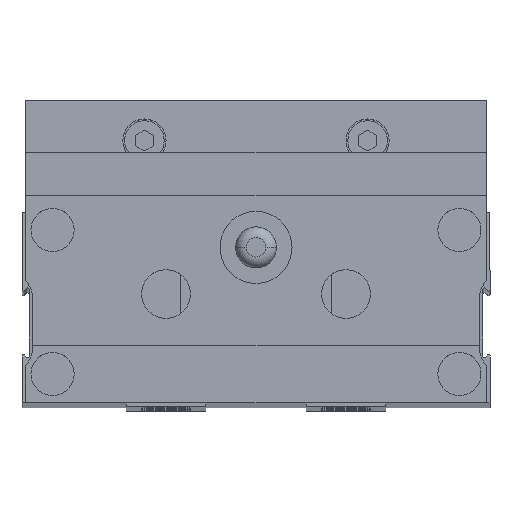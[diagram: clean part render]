
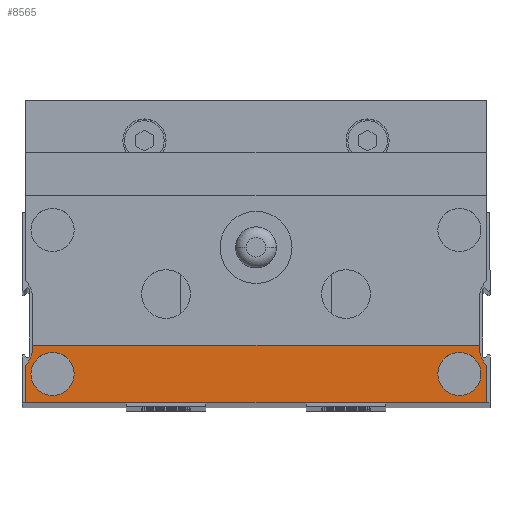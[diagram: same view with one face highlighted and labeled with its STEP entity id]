
A CAD part, top view. The second image highlights one B-rep face of the part: STEP entity #8565.
In plain terms, the highlighted planar face has unit normal (0, 0, 1).
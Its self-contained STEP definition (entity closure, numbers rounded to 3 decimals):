
#261 = CARTESIAN_POINT ( 'NONE',  ( 32., 0.5, 388. ) ) ;
#769 = CARTESIAN_POINT ( 'NONE',  ( 31., 8.346, 388. ) ) ;
#1062 = EDGE_CURVE ( 'NONE', #10256, #8726, #19322, .T. ) ;
#1203 = FACE_BOUND ( 'NONE', #11983, .T. ) ;
#1620 = EDGE_CURVE ( 'NONE', #11064, #23215, #10774, .T. ) ;
#1975 = EDGE_CURVE ( 'NONE', #13735, #21575, #11905, .T. ) ;
#2318 = CIRCLE ( 'NONE', #15929, 3. ) ;
#2643 = ORIENTED_EDGE ( 'NONE', *, *, #10995, .T. ) ;
#3326 = FACE_BOUND ( 'NONE', #25959, .T. ) ;
#3465 = CARTESIAN_POINT ( 'NONE',  ( -35., 14.854, 388. ) ) ;
#3708 = EDGE_CURVE ( 'NONE', #9542, #21494, #4083, .T. ) ;
#3812 = DIRECTION ( 'NONE',  ( 1., 0., 0. ) ) ;
#3879 = CARTESIAN_POINT ( 'NONE',  ( -31., 14.854, 388. ) ) ;
#4083 = CIRCLE ( 'NONE', #22202, 3. ) ;
#4168 = DIRECTION ( 'NONE',  ( 1., 0., 0. ) ) ;
#4421 = ORIENTED_EDGE ( 'NONE', *, *, #1620, .T. ) ;
#4938 = DIRECTION ( 'NONE',  ( 1., 0., 0. ) ) ;
#5284 = VECTOR ( 'NONE', #21706, 1000. ) ;
#5499 = CIRCLE ( 'NONE', #16864, 3. ) ;
#5653 = DIRECTION ( 'NONE',  ( 1., 0., 0. ) ) ;
#5724 = DIRECTION ( 'NONE',  ( 1., 0., 0. ) ) ;
#5854 = EDGE_CURVE ( 'NONE', #21494, #9542, #2318, .T. ) ;
#6320 = VECTOR ( 'NONE', #25858, 1000. ) ;
#6326 = AXIS2_PLACEMENT_3D ( 'NONE', #3465, #12127, #5724 ) ;
#6361 = LINE ( 'NONE', #17305, #18361 ) ;
#7183 = CARTESIAN_POINT ( 'NONE',  ( -28.25, 4.5, 388. ) ) ;
#7214 = DIRECTION ( 'NONE',  ( 0., 0., 1. ) ) ;
#7924 = DIRECTION ( 'NONE',  ( 0., 0., -1. ) ) ;
#8316 = LINE ( 'NONE', #15419, #12700 ) ;
#8535 = CARTESIAN_POINT ( 'NONE',  ( -32., 5.7, 388. ) ) ;
#8565 = ADVANCED_FACE ( 'NONE', ( #3326, #1203, #9851 ), #25045, .T. ) ;
#8726 = VERTEX_POINT ( 'NONE', #26570 ) ;
#8956 = CARTESIAN_POINT ( 'NONE',  ( -25.25, 4.5, 388. ) ) ;
#9542 = VERTEX_POINT ( 'NONE', #8956 ) ;
#9807 = CARTESIAN_POINT ( 'NONE',  ( -28.25, 4.5, 388. ) ) ;
#9851 = FACE_OUTER_BOUND ( 'NONE', #21233, .T. ) ;
#10088 = CARTESIAN_POINT ( 'NONE',  ( -35., 8.346, 388. ) ) ;
#10256 = VERTEX_POINT ( 'NONE', #23359 ) ;
#10549 = LINE ( 'NONE', #3879, #16054 ) ;
#10746 = CARTESIAN_POINT ( 'NONE',  ( -31., 8.346, 388. ) ) ;
#10774 = LINE ( 'NONE', #19713, #5284 ) ;
#10995 = EDGE_CURVE ( 'NONE', #23215, #13735, #25310, .T. ) ;
#11064 = VERTEX_POINT ( 'NONE', #261 ) ;
#11237 = ORIENTED_EDGE ( 'NONE', *, *, #1062, .T. ) ;
#11905 = LINE ( 'NONE', #26510, #24859 ) ;
#11983 = EDGE_LOOP ( 'NONE', ( #23284, #12428 ) ) ;
#12061 = CARTESIAN_POINT ( 'NONE',  ( 35., 8.346, 388. ) ) ;
#12127 = DIRECTION ( 'NONE',  ( 0., 0., 1. ) ) ;
#12398 = CARTESIAN_POINT ( 'NONE',  ( 31.25, 4.5, 388. ) ) ;
#12428 = ORIENTED_EDGE ( 'NONE', *, *, #5854, .F. ) ;
#12700 = VECTOR ( 'NONE', #16990, 1000. ) ;
#13196 = EDGE_CURVE ( 'NONE', #14462, #15068, #20621, .T. ) ;
#13253 = ORIENTED_EDGE ( 'NONE', *, *, #15476, .T. ) ;
#13735 = VERTEX_POINT ( 'NONE', #769 ) ;
#14462 = VERTEX_POINT ( 'NONE', #23942 ) ;
#15068 = VERTEX_POINT ( 'NONE', #12398 ) ;
#15419 = CARTESIAN_POINT ( 'NONE',  ( -35., 8.5, 388. ) ) ;
#15476 = EDGE_CURVE ( 'NONE', #19678, #10256, #27409, .T. ) ;
#15511 = ORIENTED_EDGE ( 'NONE', *, *, #26066, .T. ) ;
#15589 = CARTESIAN_POINT ( 'NONE',  ( 28.25, 4.5, 388. ) ) ;
#15929 = AXIS2_PLACEMENT_3D ( 'NONE', #9807, #18054, #18204 ) ;
#15999 = DIRECTION ( 'NONE',  ( 0., 0., 1. ) ) ;
#16054 = VECTOR ( 'NONE', #16666, 1000. ) ;
#16298 = CARTESIAN_POINT ( 'NONE',  ( -31.25, 4.5, 388. ) ) ;
#16457 = ORIENTED_EDGE ( 'NONE', *, *, #17162, .T. ) ;
#16666 = DIRECTION ( 'NONE',  ( 0., -1., 0. ) ) ;
#16864 = AXIS2_PLACEMENT_3D ( 'NONE', #15589, #7214, #4938 ) ;
#16990 = DIRECTION ( 'NONE',  ( 1., 0., 0. ) ) ;
#17162 = EDGE_CURVE ( 'NONE', #8726, #11064, #6361, .T. ) ;
#17305 = CARTESIAN_POINT ( 'NONE',  ( -32., 0.5, 388. ) ) ;
#17845 = ORIENTED_EDGE ( 'NONE', *, *, #23959, .F. ) ;
#17995 = CARTESIAN_POINT ( 'NONE',  ( -31., 8.5, 388. ) ) ;
#18054 = DIRECTION ( 'NONE',  ( 0., 0., 1. ) ) ;
#18204 = DIRECTION ( 'NONE',  ( 1., 0., 0. ) ) ;
#18361 = VECTOR ( 'NONE', #3812, 1000. ) ;
#18750 = DIRECTION ( 'NONE',  ( 1., 0., 0. ) ) ;
#19322 = LINE ( 'NONE', #8535, #6320 ) ;
#19633 = CARTESIAN_POINT ( 'NONE',  ( 28.25, 4.5, 388. ) ) ;
#19678 = VERTEX_POINT ( 'NONE', #10746 ) ;
#19713 = CARTESIAN_POINT ( 'NONE',  ( 32., 0.5, 388. ) ) ;
#19880 = AXIS2_PLACEMENT_3D ( 'NONE', #12061, #7924, #5653 ) ;
#20201 = CARTESIAN_POINT ( 'NONE',  ( 32., 5.7, 388. ) ) ;
#20607 = AXIS2_PLACEMENT_3D ( 'NONE', #10088, #26992, #18750 ) ;
#20621 = CIRCLE ( 'NONE', #24240, 3. ) ;
#21233 = EDGE_LOOP ( 'NONE', ( #27984, #15511, #13253, #11237, #16457, #4421, #2643, #21337 ) ) ;
#21337 = ORIENTED_EDGE ( 'NONE', *, *, #1975, .T. ) ;
#21494 = VERTEX_POINT ( 'NONE', #16298 ) ;
#21575 = VERTEX_POINT ( 'NONE', #27762 ) ;
#21706 = DIRECTION ( 'NONE',  ( 0., 1., 0. ) ) ;
#22202 = AXIS2_PLACEMENT_3D ( 'NONE', #7183, #15999, #22658 ) ;
#22284 = ORIENTED_EDGE ( 'NONE', *, *, #13196, .F. ) ;
#22658 = DIRECTION ( 'NONE',  ( 1., 0., 0. ) ) ;
#22784 = EDGE_CURVE ( 'NONE', #25552, #21575, #8316, .T. ) ;
#23215 = VERTEX_POINT ( 'NONE', #20201 ) ;
#23284 = ORIENTED_EDGE ( 'NONE', *, *, #3708, .F. ) ;
#23359 = CARTESIAN_POINT ( 'NONE',  ( -32., 5.7, 388. ) ) ;
#23942 = CARTESIAN_POINT ( 'NONE',  ( 25.25, 4.5, 388. ) ) ;
#23959 = EDGE_CURVE ( 'NONE', #15068, #14462, #5499, .T. ) ;
#24240 = AXIS2_PLACEMENT_3D ( 'NONE', #19633, #26145, #4168 ) ;
#24378 = DIRECTION ( 'NONE',  ( 0., 1., 0. ) ) ;
#24859 = VECTOR ( 'NONE', #24378, 1000. ) ;
#25045 = PLANE ( 'NONE',  #6326 ) ;
#25310 = CIRCLE ( 'NONE', #19880, 4. ) ;
#25552 = VERTEX_POINT ( 'NONE', #17995 ) ;
#25858 = DIRECTION ( 'NONE',  ( 0., -1., 0. ) ) ;
#25959 = EDGE_LOOP ( 'NONE', ( #17845, #22284 ) ) ;
#26066 = EDGE_CURVE ( 'NONE', #25552, #19678, #10549, .T. ) ;
#26145 = DIRECTION ( 'NONE',  ( 0., 0., 1. ) ) ;
#26510 = CARTESIAN_POINT ( 'NONE',  ( 31., 8.346, 388. ) ) ;
#26570 = CARTESIAN_POINT ( 'NONE',  ( -32., 0.5, 388. ) ) ;
#26992 = DIRECTION ( 'NONE',  ( 0., 0., -1. ) ) ;
#27409 = CIRCLE ( 'NONE', #20607, 4. ) ;
#27762 = CARTESIAN_POINT ( 'NONE',  ( 31., 8.5, 388. ) ) ;
#27984 = ORIENTED_EDGE ( 'NONE', *, *, #22784, .F. ) ;
